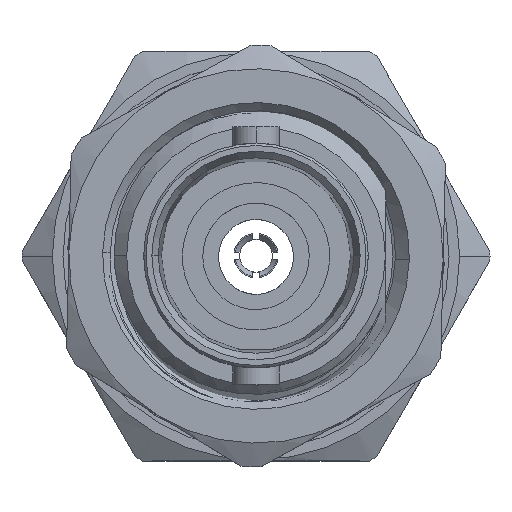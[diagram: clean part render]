
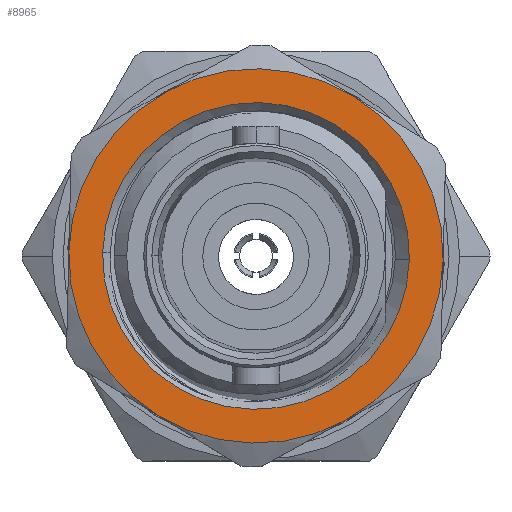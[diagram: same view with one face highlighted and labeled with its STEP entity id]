
A CAD part, top view. The second image highlights one B-rep face of the part: STEP entity #8965.
In plain terms, the highlighted planar face has unit normal (0, 0, 1).
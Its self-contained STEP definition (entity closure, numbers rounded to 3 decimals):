
#108 = ORIENTED_EDGE ( 'NONE', *, *, #7515, .F. ) ;
#316 = VERTEX_POINT ( 'NONE', #9025 ) ;
#354 = AXIS2_PLACEMENT_3D ( 'NONE', #7397, #8879, #989 ) ;
#377 = CARTESIAN_POINT ( 'NONE',  ( -4.162, -6.832, 10.728 ) ) ;
#446 = FACE_OUTER_BOUND ( 'NONE', #3648, .T. ) ;
#492 = DIRECTION ( 'NONE',  ( 0., 0., -1. ) ) ;
#531 = CIRCLE ( 'NONE', #4861, 8. ) ;
#568 = CARTESIAN_POINT ( 'NONE',  ( 7.998, -0.189, 10.728 ) ) ;
#811 = VERTEX_POINT ( 'NONE', #10310 ) ;
#989 = DIRECTION ( 'NONE',  ( -1., 0.024, 0. ) ) ;
#990 = CARTESIAN_POINT ( 'NONE',  ( -3.836, 7.021, 10.728 ) ) ;
#1006 = DIRECTION ( 'NONE',  ( -1., 0.024, 0. ) ) ;
#1070 = VERTEX_POINT ( 'NONE', #377 ) ;
#1164 = DIRECTION ( 'NONE',  ( -1., 0.024, 0. ) ) ;
#1174 = CARTESIAN_POINT ( 'NONE',  ( 0., 0., 10.728 ) ) ;
#1217 = CARTESIAN_POINT ( 'NONE',  ( 0., 0., 10.728 ) ) ;
#1226 = DIRECTION ( 'NONE',  ( -1., 0.024, 0. ) ) ;
#1783 = AXIS2_PLACEMENT_3D ( 'NONE', #10278, #5471, #1006 ) ;
#1979 = EDGE_CURVE ( 'NONE', #5485, #8430, #531, .T. ) ;
#2186 = AXIS2_PLACEMENT_3D ( 'NONE', #1217, #5195, #4306 ) ;
#2258 = AXIS2_PLACEMENT_3D ( 'NONE', #3479, #492, #9901 ) ;
#2264 = AXIS2_PLACEMENT_3D ( 'NONE', #3962, #2392, #4696 ) ;
#2392 = DIRECTION ( 'NONE',  ( 0., 0., -1. ) ) ;
#2549 = AXIS2_PLACEMENT_3D ( 'NONE', #6780, #5978, #1164 ) ;
#3247 = ORIENTED_EDGE ( 'NONE', *, *, #1979, .F. ) ;
#3479 = CARTESIAN_POINT ( 'NONE',  ( 0., 0., 10.728 ) ) ;
#3648 = EDGE_LOOP ( 'NONE', ( #8135, #9276, #6861, #3247, #4677, #108 ) ) ;
#3962 = CARTESIAN_POINT ( 'NONE',  ( 0., 0., 10.728 ) ) ;
#3999 = DIRECTION ( 'NONE',  ( 0., 0., -1. ) ) ;
#4069 = AXIS2_PLACEMENT_3D ( 'NONE', #4703, #7338, #5737 ) ;
#4144 = ORIENTED_EDGE ( 'NONE', *, *, #7510, .T. ) ;
#4151 = VERTEX_POINT ( 'NONE', #990 ) ;
#4306 = DIRECTION ( 'NONE',  ( -1., 0.024, 0. ) ) ;
#4677 = ORIENTED_EDGE ( 'NONE', *, *, #8715, .F. ) ;
#4696 = DIRECTION ( 'NONE',  ( -1., 0.024, 0. ) ) ;
#4703 = CARTESIAN_POINT ( 'NONE',  ( 0., 0., 10.728 ) ) ;
#4861 = AXIS2_PLACEMENT_3D ( 'NONE', #7160, #3999, #7857 ) ;
#5010 = CARTESIAN_POINT ( 'NONE',  ( -6.553, 0.154, 10.728 ) ) ;
#5195 = DIRECTION ( 'NONE',  ( 0., 0., -1. ) ) ;
#5254 = DIRECTION ( 'NONE',  ( 0., 0., -1. ) ) ;
#5283 = EDGE_CURVE ( 'NONE', #9307, #4151, #7942, .T. ) ;
#5471 = DIRECTION ( 'NONE',  ( 0., 0., -1. ) ) ;
#5485 = VERTEX_POINT ( 'NONE', #568 ) ;
#5553 = CARTESIAN_POINT ( 'NONE',  ( 3.836, -7.021, 10.728 ) ) ;
#5737 = DIRECTION ( 'NONE',  ( -1., 0.024, 0. ) ) ;
#5978 = DIRECTION ( 'NONE',  ( 0., 0., -1. ) ) ;
#6047 = FACE_BOUND ( 'NONE', #9663, .T. ) ;
#6777 = CIRCLE ( 'NONE', #2258, 6.555 ) ;
#6780 = CARTESIAN_POINT ( 'NONE',  ( 0., 0., 10.728 ) ) ;
#6861 = ORIENTED_EDGE ( 'NONE', *, *, #7374, .F. ) ;
#7160 = CARTESIAN_POINT ( 'NONE',  ( 0., 0., 10.728 ) ) ;
#7338 = DIRECTION ( 'NONE',  ( 0., 0., -1. ) ) ;
#7374 = EDGE_CURVE ( 'NONE', #8430, #1070, #8164, .T. ) ;
#7397 = CARTESIAN_POINT ( 'NONE',  ( 0., 0., 10.728 ) ) ;
#7417 = CIRCLE ( 'NONE', #2549, 8. ) ;
#7510 = EDGE_CURVE ( 'NONE', #316, #9863, #8572, .T. ) ;
#7515 = EDGE_CURVE ( 'NONE', #4151, #811, #7417, .T. ) ;
#7573 = ORIENTED_EDGE ( 'NONE', *, *, #8246, .T. ) ;
#7857 = DIRECTION ( 'NONE',  ( -1., 0.024, 0. ) ) ;
#7942 = CIRCLE ( 'NONE', #4069, 8. ) ;
#8135 = ORIENTED_EDGE ( 'NONE', *, *, #5283, .F. ) ;
#8164 = CIRCLE ( 'NONE', #1783, 8. ) ;
#8196 = CARTESIAN_POINT ( 'NONE',  ( -7.998, 0.189, 10.728 ) ) ;
#8246 = EDGE_CURVE ( 'NONE', #9863, #316, #6777, .T. ) ;
#8430 = VERTEX_POINT ( 'NONE', #5553 ) ;
#8572 = CIRCLE ( 'NONE', #2186, 6.555 ) ;
#8715 = EDGE_CURVE ( 'NONE', #811, #5485, #8812, .T. ) ;
#8738 = CIRCLE ( 'NONE', #354, 8. ) ;
#8812 = CIRCLE ( 'NONE', #2264, 8. ) ;
#8879 = DIRECTION ( 'NONE',  ( 0., 0., -1. ) ) ;
#8965 = ADVANCED_FACE ( 'NONE', ( #6047, #446 ), #9283, .F. ) ;
#8982 = AXIS2_PLACEMENT_3D ( 'NONE', #1174, #5254, #1226 ) ;
#9025 = CARTESIAN_POINT ( 'NONE',  ( 6.553, -0.154, 10.728 ) ) ;
#9276 = ORIENTED_EDGE ( 'NONE', *, *, #9753, .F. ) ;
#9283 = PLANE ( 'NONE',  #8982 ) ;
#9307 = VERTEX_POINT ( 'NONE', #8196 ) ;
#9663 = EDGE_LOOP ( 'NONE', ( #4144, #7573 ) ) ;
#9753 = EDGE_CURVE ( 'NONE', #1070, #9307, #8738, .T. ) ;
#9863 = VERTEX_POINT ( 'NONE', #5010 ) ;
#9901 = DIRECTION ( 'NONE',  ( -1., 0.024, 0. ) ) ;
#10278 = CARTESIAN_POINT ( 'NONE',  ( 0., 0., 10.728 ) ) ;
#10310 = CARTESIAN_POINT ( 'NONE',  ( 4.162, 6.832, 10.728 ) ) ;
